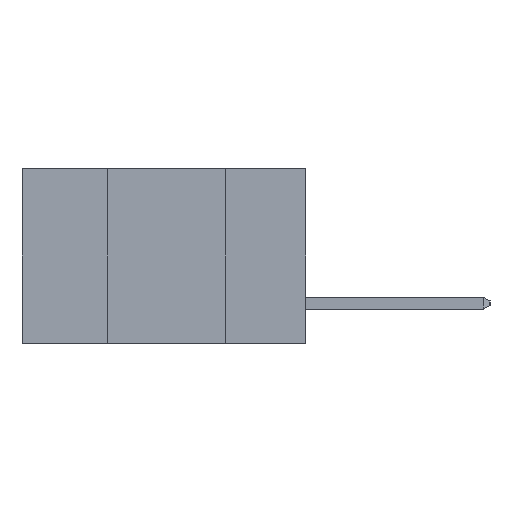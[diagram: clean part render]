
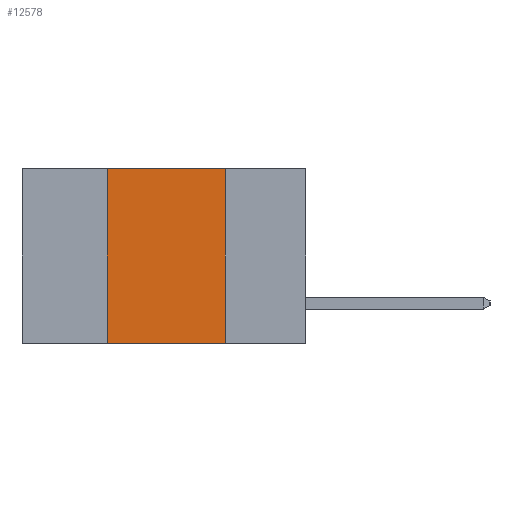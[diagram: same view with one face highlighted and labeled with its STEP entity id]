
A CAD part, left-side view. The second image highlights one B-rep face of the part: STEP entity #12578.
In plain terms, the highlighted planar face has unit normal (-1, 0, 0).
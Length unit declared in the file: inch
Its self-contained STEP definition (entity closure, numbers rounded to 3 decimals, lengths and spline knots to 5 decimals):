
#223 = ORIENTED_EDGE ( 'NONE', *, *, #13203, .T. ) ;
#228 = VERTEX_POINT ( 'NONE', #10449 ) ;
#1933 = CARTESIAN_POINT ( 'NONE',  ( 0., 0.17, 0. ) ) ;
#2383 = LINE ( 'NONE', #3557, #17510 ) ;
#3137 = DIRECTION ( 'NONE',  ( 1., 0., 0. ) ) ;
#3265 = FACE_OUTER_BOUND ( 'NONE', #13541, .T. ) ;
#3401 = EDGE_CURVE ( 'NONE', #228, #14335, #15169, .T. ) ;
#3557 = CARTESIAN_POINT ( 'NONE',  ( 0., 0.17, 0. ) ) ;
#3674 = LINE ( 'NONE', #17756, #10880 ) ;
#4087 = AXIS2_PLACEMENT_3D ( 'NONE', #11734, #3137, #13150 ) ;
#4967 = DIRECTION ( 'NONE',  ( 0., 0., -1. ) ) ;
#5615 = CARTESIAN_POINT ( 'NONE',  ( 0., 0.42, -0.37 ) ) ;
#5844 = CARTESIAN_POINT ( 'NONE',  ( 0., 0.6, -0.37 ) ) ;
#6865 = ORIENTED_EDGE ( 'NONE', *, *, #18357, .F. ) ;
#7507 = LINE ( 'NONE', #5844, #7973 ) ;
#7973 = VECTOR ( 'NONE', #11605, 39.37008 ) ;
#8715 = ORIENTED_EDGE ( 'NONE', *, *, #9742, .F. ) ;
#9742 = EDGE_CURVE ( 'NONE', #14335, #10982, #2383, .T. ) ;
#10449 = CARTESIAN_POINT ( 'NONE',  ( 0., 0.42, 0. ) ) ;
#10735 = DIRECTION ( 'NONE',  ( 0., 0., 1. ) ) ;
#10880 = VECTOR ( 'NONE', #10735, 39.37008 ) ;
#10982 = VERTEX_POINT ( 'NONE', #12541 ) ;
#11470 = VECTOR ( 'NONE', #17574, 39.37008 ) ;
#11605 = DIRECTION ( 'NONE',  ( 0., -1., 0. ) ) ;
#11734 = CARTESIAN_POINT ( 'NONE',  ( 0., 0.6, 0. ) ) ;
#12541 = CARTESIAN_POINT ( 'NONE',  ( 0., 0.17, -0.37 ) ) ;
#12578 = ADVANCED_FACE ( 'NONE', ( #3265 ), #14416, .F. ) ;
#13150 = DIRECTION ( 'NONE',  ( 0., 0., -1. ) ) ;
#13203 = EDGE_CURVE ( 'NONE', #18107, #10982, #7507, .T. ) ;
#13541 = EDGE_LOOP ( 'NONE', ( #8715, #15017, #6865, #223 ) ) ;
#13840 = CARTESIAN_POINT ( 'NONE',  ( 0., 0.6, 0. ) ) ;
#14335 = VERTEX_POINT ( 'NONE', #1933 ) ;
#14416 = PLANE ( 'NONE',  #4087 ) ;
#15017 = ORIENTED_EDGE ( 'NONE', *, *, #3401, .F. ) ;
#15169 = LINE ( 'NONE', #13840, #11470 ) ;
#17510 = VECTOR ( 'NONE', #4967, 39.37008 ) ;
#17574 = DIRECTION ( 'NONE',  ( 0., -1., 0. ) ) ;
#17756 = CARTESIAN_POINT ( 'NONE',  ( 0., 0.42, 0. ) ) ;
#18107 = VERTEX_POINT ( 'NONE', #5615 ) ;
#18357 = EDGE_CURVE ( 'NONE', #18107, #228, #3674, .T. ) ;
